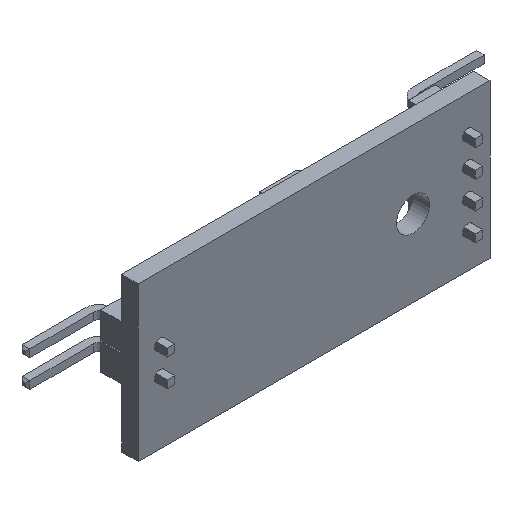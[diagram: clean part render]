
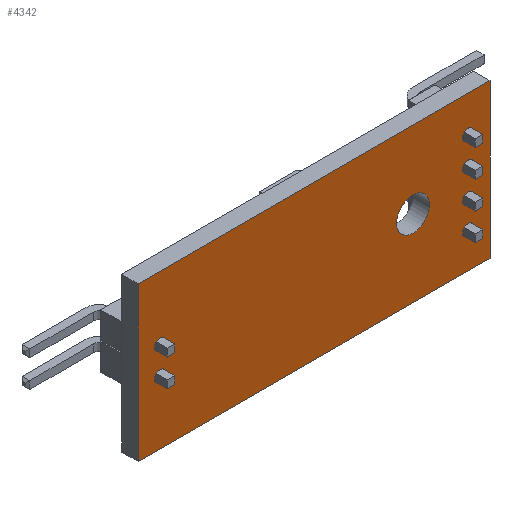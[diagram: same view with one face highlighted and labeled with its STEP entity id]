
A CAD part, isometric view. The second image highlights one B-rep face of the part: STEP entity #4342.
In plain terms, the highlighted planar face has unit normal (0, -1, 0).
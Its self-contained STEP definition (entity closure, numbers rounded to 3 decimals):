
#43=FACE_BOUND('',#575,.T.);
#44=FACE_BOUND('',#576,.T.);
#45=FACE_BOUND('',#577,.T.);
#46=FACE_BOUND('',#578,.T.);
#47=FACE_BOUND('',#579,.T.);
#48=FACE_BOUND('',#580,.T.);
#49=FACE_BOUND('',#581,.T.);
#68=PLANE('',#4657);
#311=FACE_OUTER_BOUND('',#574,.T.);
#574=EDGE_LOOP('',(#2952,#2953,#2954,#2955));
#575=EDGE_LOOP('',(#2956));
#576=EDGE_LOOP('',(#2957));
#577=EDGE_LOOP('',(#2958));
#578=EDGE_LOOP('',(#2959));
#579=EDGE_LOOP('',(#2960));
#580=EDGE_LOOP('',(#2961));
#581=EDGE_LOOP('',(#2962));
#845=LINE('',#6122,#1376);
#849=LINE('',#6130,#1380);
#852=LINE('',#6136,#1383);
#855=LINE('',#6141,#1386);
#1376=VECTOR('',#4988,10.);
#1380=VECTOR('',#4994,10.);
#1383=VECTOR('',#4999,10.);
#1386=VECTOR('',#5004,10.);
#1901=CIRCLE('',#4633,0.5);
#1903=CIRCLE('',#4636,0.5);
#1905=CIRCLE('',#4639,0.5);
#1907=CIRCLE('',#4642,0.5);
#1909=CIRCLE('',#4645,0.5);
#1911=CIRCLE('',#4648,0.5);
#1913=CIRCLE('',#4651,1.5);
#1949=VERTEX_POINT('',#6080);
#1951=VERTEX_POINT('',#6086);
#1953=VERTEX_POINT('',#6092);
#1955=VERTEX_POINT('',#6098);
#1957=VERTEX_POINT('',#6104);
#1959=VERTEX_POINT('',#6110);
#1961=VERTEX_POINT('',#6116);
#1962=VERTEX_POINT('',#6120);
#1963=VERTEX_POINT('',#6121);
#1966=VERTEX_POINT('',#6129);
#1968=VERTEX_POINT('',#6135);
#2320=EDGE_CURVE('',#1949,#1949,#1901,.T.);
#2323=EDGE_CURVE('',#1951,#1951,#1903,.T.);
#2326=EDGE_CURVE('',#1953,#1953,#1905,.T.);
#2329=EDGE_CURVE('',#1955,#1955,#1907,.T.);
#2332=EDGE_CURVE('',#1957,#1957,#1909,.T.);
#2335=EDGE_CURVE('',#1959,#1959,#1911,.T.);
#2338=EDGE_CURVE('',#1961,#1961,#1913,.T.);
#2339=EDGE_CURVE('',#1962,#1963,#845,.T.);
#2343=EDGE_CURVE('',#1966,#1962,#849,.T.);
#2346=EDGE_CURVE('',#1968,#1966,#852,.T.);
#2349=EDGE_CURVE('',#1963,#1968,#855,.T.);
#2952=ORIENTED_EDGE('',*,*,#2349,.F.);
#2953=ORIENTED_EDGE('',*,*,#2339,.F.);
#2954=ORIENTED_EDGE('',*,*,#2343,.F.);
#2955=ORIENTED_EDGE('',*,*,#2346,.F.);
#2956=ORIENTED_EDGE('',*,*,#2320,.T.);
#2957=ORIENTED_EDGE('',*,*,#2323,.T.);
#2958=ORIENTED_EDGE('',*,*,#2326,.T.);
#2959=ORIENTED_EDGE('',*,*,#2329,.T.);
#2960=ORIENTED_EDGE('',*,*,#2332,.T.);
#2961=ORIENTED_EDGE('',*,*,#2335,.T.);
#2962=ORIENTED_EDGE('',*,*,#2338,.F.);
#4342=ADVANCED_FACE('',(#311,#43,#44,#45,#46,#47,#48,#49),#68,.F.);
#4633=AXIS2_PLACEMENT_3D('',#6082,#4942,#4943);
#4636=AXIS2_PLACEMENT_3D('',#6088,#4949,#4950);
#4639=AXIS2_PLACEMENT_3D('',#6094,#4956,#4957);
#4642=AXIS2_PLACEMENT_3D('',#6100,#4963,#4964);
#4645=AXIS2_PLACEMENT_3D('',#6106,#4970,#4971);
#4648=AXIS2_PLACEMENT_3D('',#6112,#4977,#4978);
#4651=AXIS2_PLACEMENT_3D('',#6118,#4984,#4985);
#4657=AXIS2_PLACEMENT_3D('',#6144,#5008,#5009);
#4942=DIRECTION('center_axis',(0.,1.,0.));
#4943=DIRECTION('ref_axis',(1.,0.,0.));
#4949=DIRECTION('center_axis',(0.,1.,0.));
#4950=DIRECTION('ref_axis',(1.,0.,0.));
#4956=DIRECTION('center_axis',(0.,1.,0.));
#4957=DIRECTION('ref_axis',(1.,0.,0.));
#4963=DIRECTION('center_axis',(0.,1.,0.));
#4964=DIRECTION('ref_axis',(1.,0.,0.));
#4970=DIRECTION('center_axis',(0.,1.,0.));
#4971=DIRECTION('ref_axis',(1.,0.,0.));
#4977=DIRECTION('center_axis',(0.,1.,0.));
#4978=DIRECTION('ref_axis',(1.,0.,0.));
#4984=DIRECTION('center_axis',(0.,-1.,0.));
#4985=DIRECTION('ref_axis',(1.,0.,0.));
#4988=DIRECTION('',(0.,0.,1.));
#4994=DIRECTION('',(-1.,0.,0.));
#4999=DIRECTION('',(0.,0.,-1.));
#5004=DIRECTION('',(1.,0.,0.));
#5008=DIRECTION('center_axis',(0.,1.,0.));
#5009=DIRECTION('ref_axis',(0.,0.,1.));
#6080=CARTESIAN_POINT('',(13.5,0.,1.25));
#6082=CARTESIAN_POINT('Origin',(14.,0.,1.25));
#6086=CARTESIAN_POINT('',(13.5,0.,-3.75));
#6088=CARTESIAN_POINT('Origin',(14.,0.,-3.75));
#6092=CARTESIAN_POINT('',(-14.5,0.,-1.25));
#6094=CARTESIAN_POINT('Origin',(-14.,0.,-1.25));
#6098=CARTESIAN_POINT('',(-14.5,0.,1.25));
#6100=CARTESIAN_POINT('Origin',(-14.,0.,1.25));
#6104=CARTESIAN_POINT('',(13.5,0.,-1.25));
#6106=CARTESIAN_POINT('Origin',(14.,0.,-1.25));
#6110=CARTESIAN_POINT('',(13.5,0.,3.75));
#6112=CARTESIAN_POINT('Origin',(14.,0.,3.75));
#6116=CARTESIAN_POINT('',(7.5,0.,0.));
#6118=CARTESIAN_POINT('Origin',(9.,0.,0.));
#6120=CARTESIAN_POINT('',(-16.,0.,-7.));
#6121=CARTESIAN_POINT('',(-16.,0.,7.));
#6122=CARTESIAN_POINT('',(-16.,0.,-7.));
#6129=CARTESIAN_POINT('',(16.,0.,-7.));
#6130=CARTESIAN_POINT('',(16.,0.,-7.));
#6135=CARTESIAN_POINT('',(16.,0.,7.));
#6136=CARTESIAN_POINT('',(16.,0.,7.));
#6141=CARTESIAN_POINT('',(-16.,0.,7.));
#6144=CARTESIAN_POINT('Origin',(0.,0.,0.));
